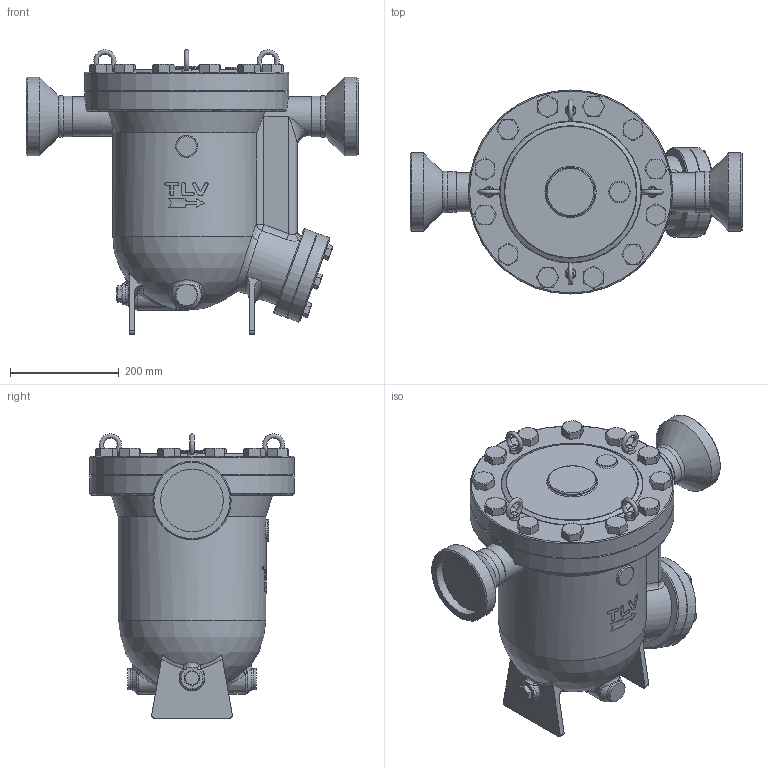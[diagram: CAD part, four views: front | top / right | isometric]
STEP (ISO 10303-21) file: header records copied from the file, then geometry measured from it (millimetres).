
FILE_DESCRIPTION((''),'2;1');
FILE_NAME('jh8rx-100-sw000-00.stp','2010-09-16T13:44:37',('nakaot'),(''),'Autodesk Inventor 2008','Autodesk Inventor 2008','');
FILE_SCHEMA(('AUTOMOTIVE_DESIGN { 1 0 10303 214 1 1 1 1 }'));
Length unit declared in the file: millimetre
Products named in the file (1): jh8rx-100-sw000-00
Bounding box: 610 x 375 x 522.43 mm (x, y, z)
Volume: 32448727.7 mm3; surface area: 1053117.4 mm2
Topology: 1 solids, 7 shells, 542 faces, 1261 edges, 780 vertices
Faces by surface type: plane 224, cone 122, bspline 120, cylinder 54, torus 21, sphere 1
Full cylindrical faces by diameter (mm): 16 x6, 24 x12, 36 x1, 38.672 x1, 40 x2, 72 x2, 75 x2, 90 x1, 105 x1, 115.3 x1, 144 x1, 165 x2, 286 x1, 375 x2
Entity records: 27932 total; most frequent: CARTESIAN_POINT 17405, ORIENTED_EDGE 2214, DIRECTION 1914, EDGE_CURVE 1107, AXIS2_PLACEMENT_3D 802, EDGE_LOOP 747, VERTEX_POINT 740, FACE_OUTER_BOUND 542
